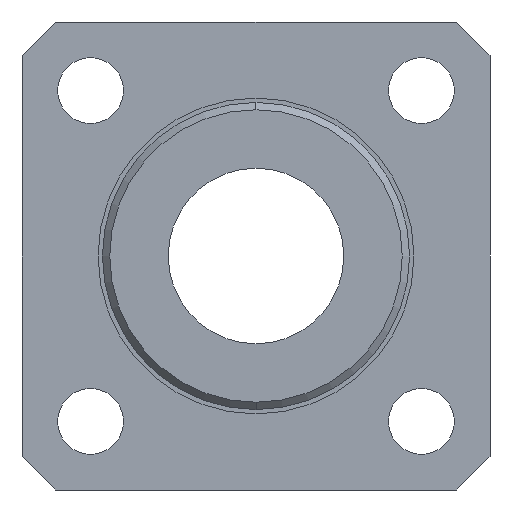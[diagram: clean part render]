
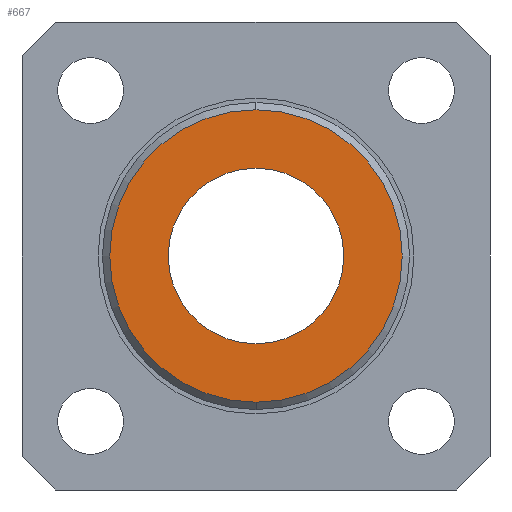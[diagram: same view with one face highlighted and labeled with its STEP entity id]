
A CAD part, left-side view. The second image highlights one B-rep face of the part: STEP entity #667.
In plain terms, the highlighted planar face has unit normal (-1, 0, 0).
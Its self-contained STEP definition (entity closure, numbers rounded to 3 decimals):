
#7 = EDGE_CURVE ( 'NONE', #231, #1294, #315, .T. ) ;
#8 = EDGE_CURVE ( 'NONE', #1111, #275, #316, .T. ) ;
#89 = AXIS2_PLACEMENT_3D ( 'NONE', #1535, #1537, #1538 ) ;
#91 = AXIS2_PLACEMENT_3D ( 'NONE', #1545, #1553, #1554 ) ;
#117 = AXIS2_PLACEMENT_3D ( 'NONE', #1148, #1151, #1152 ) ;
#197 = EDGE_CURVE ( 'NONE', #275, #1111, #412, .T. ) ;
#198 = AXIS2_PLACEMENT_3D ( 'NONE', #1374, #1375, #1376 ) ;
#205 = EDGE_CURVE ( 'NONE', #1294, #231, #421, .T. ) ;
#231 = VERTEX_POINT ( 'NONE', #1118 ) ;
#275 = VERTEX_POINT ( 'NONE', #1128 ) ;
#282 = EDGE_LOOP ( 'NONE', ( #573, #579 ) ) ;
#315 = CIRCLE ( 'NONE', #198, 6. ) ;
#316 = CIRCLE ( 'NONE', #724, 10. ) ;
#412 = CIRCLE ( 'NONE', #89, 10. ) ;
#421 = CIRCLE ( 'NONE', #91, 6. ) ;
#465 = FACE_OUTER_BOUND ( 'NONE', #702, .T. ) ;
#468 = FACE_BOUND ( 'NONE', #282, .T. ) ;
#561 = ORIENTED_EDGE ( 'NONE', *, *, #197, .T. ) ;
#573 = ORIENTED_EDGE ( 'NONE', *, *, #7, .F. ) ;
#579 = ORIENTED_EDGE ( 'NONE', *, *, #205, .F. ) ;
#582 = ORIENTED_EDGE ( 'NONE', *, *, #8, .T. ) ;
#667 = ADVANCED_FACE ( 'NONE', ( #465, #468 ), #1149, .F. ) ;
#702 = EDGE_LOOP ( 'NONE', ( #561, #582 ) ) ;
#724 = AXIS2_PLACEMENT_3D ( 'NONE', #1372, #1378, #1379 ) ;
#993 = CARTESIAN_POINT ( 'NONE',  ( -27.5, 0., 10. ) ) ;
#1035 = CARTESIAN_POINT ( 'NONE',  ( -27.5, 0., 6. ) ) ;
#1111 = VERTEX_POINT ( 'NONE', #993 ) ;
#1118 = CARTESIAN_POINT ( 'NONE',  ( -27.5, 0., -6. ) ) ;
#1128 = CARTESIAN_POINT ( 'NONE',  ( -27.5, 0., -10. ) ) ;
#1148 = CARTESIAN_POINT ( 'NONE',  ( -27.5, 0., 0. ) ) ;
#1149 = PLANE ( 'NONE',  #117 ) ;
#1151 = DIRECTION ( 'NONE',  ( 1., 0., 0. ) ) ;
#1152 = DIRECTION ( 'NONE',  ( 0., 0., -1. ) ) ;
#1294 = VERTEX_POINT ( 'NONE', #1035 ) ;
#1372 = CARTESIAN_POINT ( 'NONE',  ( -27.5, 0., 0. ) ) ;
#1374 = CARTESIAN_POINT ( 'NONE',  ( -27.5, 0., 0. ) ) ;
#1375 = DIRECTION ( 'NONE',  ( -1., 0., 0. ) ) ;
#1376 = DIRECTION ( 'NONE',  ( 0., 0., -1. ) ) ;
#1378 = DIRECTION ( 'NONE',  ( -1., 0., 0. ) ) ;
#1379 = DIRECTION ( 'NONE',  ( 0., 0., -1. ) ) ;
#1535 = CARTESIAN_POINT ( 'NONE',  ( -27.5, 0., 0. ) ) ;
#1537 = DIRECTION ( 'NONE',  ( -1., 0., 0. ) ) ;
#1538 = DIRECTION ( 'NONE',  ( 0., 0., -1. ) ) ;
#1545 = CARTESIAN_POINT ( 'NONE',  ( -27.5, 0., 0. ) ) ;
#1553 = DIRECTION ( 'NONE',  ( -1., 0., 0. ) ) ;
#1554 = DIRECTION ( 'NONE',  ( 0., 0., -1. ) ) ;
